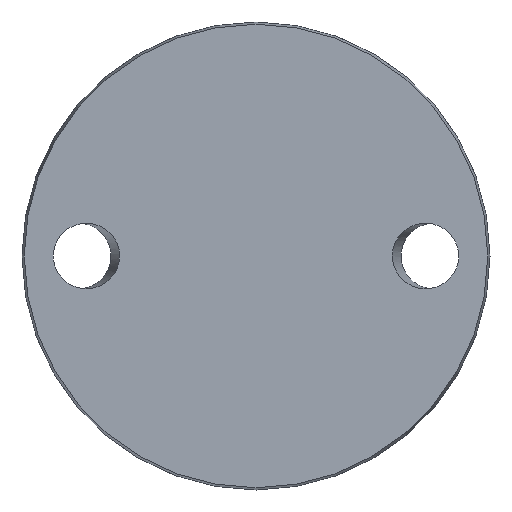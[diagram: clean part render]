
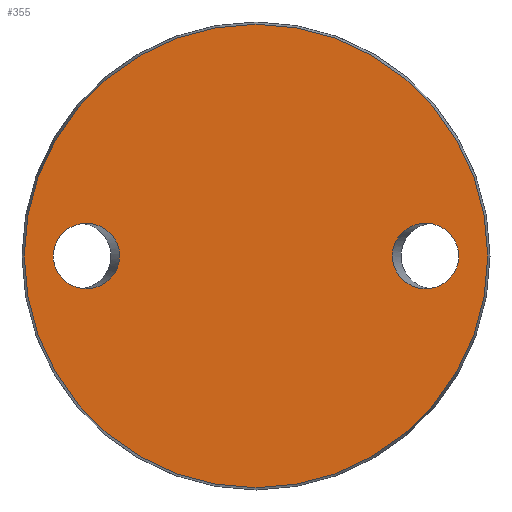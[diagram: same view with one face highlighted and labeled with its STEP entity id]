
A CAD part, front view. The second image highlights one B-rep face of the part: STEP entity #355.
In plain terms, the highlighted planar face has unit normal (0, -1, 0).
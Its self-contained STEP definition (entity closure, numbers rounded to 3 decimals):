
#8 = CARTESIAN_POINT ( 'NONE',  ( 0., 0., -58.425 ) ) ;
#9 = CARTESIAN_POINT ( 'NONE',  ( -51.115, 0., 0. ) ) ;
#30 = DIRECTION ( 'NONE',  ( 0., 0., -1. ) ) ;
#38 = EDGE_LOOP ( 'NONE', ( #772 ) ) ;
#56 = EDGE_CURVE ( 'NONE', #774, #774, #382, .T. ) ;
#73 = CIRCLE ( 'NONE', #622, 58.425 ) ;
#95 = CARTESIAN_POINT ( 'NONE',  ( 34.385, 0., 0. ) ) ;
#124 = ORIENTED_EDGE ( 'NONE', *, *, #56, .T. ) ;
#140 = FACE_OUTER_BOUND ( 'NONE', #579, .T. ) ;
#162 = CARTESIAN_POINT ( 'NONE',  ( -51.115, 0., 0. ) ) ;
#206 = AXIS2_PLACEMENT_3D ( 'NONE', #444, #604, #220 ) ;
#210 = FACE_BOUND ( 'NONE', #486, .T. ) ;
#215 = CARTESIAN_POINT ( 'NONE',  ( 51.115, 0., 16.5 ) ) ;
#220 = DIRECTION ( 'NONE',  ( 0., 0., 1. ) ) ;
#246 = CARTESIAN_POINT ( 'NONE',  ( -34.385, 0., 16.5 ) ) ;
#291 = EDGE_CURVE ( 'NONE', #317, #317, #73, .T. ) ;
#292 = CARTESIAN_POINT ( 'NONE',  ( 34.385, 0., 16.5 ) ) ;
#303 = EDGE_CURVE ( 'NONE', #702, #702, #860, .T. ) ;
#316 = ORIENTED_EDGE ( 'NONE', *, *, #291, .T. ) ;
#317 = VERTEX_POINT ( 'NONE', #8 ) ;
#355 = ADVANCED_FACE ( 'NONE', ( #210, #358, #140 ), #978, .F. ) ;
#358 = FACE_BOUND ( 'NONE', #38, .T. ) ;
#382 =( BOUNDED_CURVE ( )  B_SPLINE_CURVE ( 3, ( #9, #857, #246, #461, #775, #546, #401 ),
 .UNSPECIFIED., .T., .F. ) 
 B_SPLINE_CURVE_WITH_KNOTS ( ( 4, 3, 4 ),
 ( 0., 3.142, 6.283 ),
 .UNSPECIFIED. ) 
 CURVE ( )  GEOMETRIC_REPRESENTATION_ITEM ( )  RATIONAL_B_SPLINE_CURVE ( ( 1., 0.333, 0.333, 1., 0.333, 0.333, 1. ) ) 
 REPRESENTATION_ITEM ( '' )  );
#401 = CARTESIAN_POINT ( 'NONE',  ( -51.115, 0., 0. ) ) ;
#407 = CARTESIAN_POINT ( 'NONE',  ( 34.385, 0., -16.5 ) ) ;
#444 = CARTESIAN_POINT ( 'NONE',  ( -58.425, 0., 0. ) ) ;
#461 = CARTESIAN_POINT ( 'NONE',  ( -34.385, 0., 0. ) ) ;
#486 = EDGE_LOOP ( 'NONE', ( #124 ) ) ;
#508 = CARTESIAN_POINT ( 'NONE',  ( 51.115, 0., 0. ) ) ;
#546 = CARTESIAN_POINT ( 'NONE',  ( -51.115, 0., -16.5 ) ) ;
#579 = EDGE_LOOP ( 'NONE', ( #316 ) ) ;
#604 = DIRECTION ( 'NONE',  ( 0., 1., 0. ) ) ;
#622 = AXIS2_PLACEMENT_3D ( 'NONE', #803, #728, #30 ) ;
#702 = VERTEX_POINT ( 'NONE', #919 ) ;
#720 = CARTESIAN_POINT ( 'NONE',  ( 51.115, 0., -16.5 ) ) ;
#728 = DIRECTION ( 'NONE',  ( 0., -1., 0. ) ) ;
#757 = CARTESIAN_POINT ( 'NONE',  ( 34.385, 0., 0. ) ) ;
#772 = ORIENTED_EDGE ( 'NONE', *, *, #303, .F. ) ;
#774 = VERTEX_POINT ( 'NONE', #162 ) ;
#775 = CARTESIAN_POINT ( 'NONE',  ( -34.385, 0., -16.5 ) ) ;
#803 = CARTESIAN_POINT ( 'NONE',  ( 0., 0., 0. ) ) ;
#857 = CARTESIAN_POINT ( 'NONE',  ( -51.115, 0., 16.5 ) ) ;
#860 =( BOUNDED_CURVE ( )  B_SPLINE_CURVE ( 3, ( #95, #407, #720, #508, #215, #292, #757 ),
 .UNSPECIFIED., .T., .F. ) 
 B_SPLINE_CURVE_WITH_KNOTS ( ( 4, 3, 4 ),
 ( 0., 3.142, 6.283 ),
 .UNSPECIFIED. ) 
 CURVE ( )  GEOMETRIC_REPRESENTATION_ITEM ( )  RATIONAL_B_SPLINE_CURVE ( ( 1., 0.333, 0.333, 1., 0.333, 0.333, 1. ) ) 
 REPRESENTATION_ITEM ( '' )  );
#919 = CARTESIAN_POINT ( 'NONE',  ( 34.385, 0., 0. ) ) ;
#978 = PLANE ( 'NONE',  #206 ) ;
